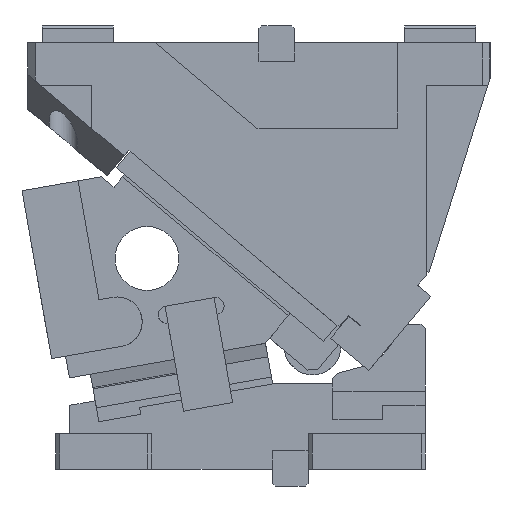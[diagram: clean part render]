
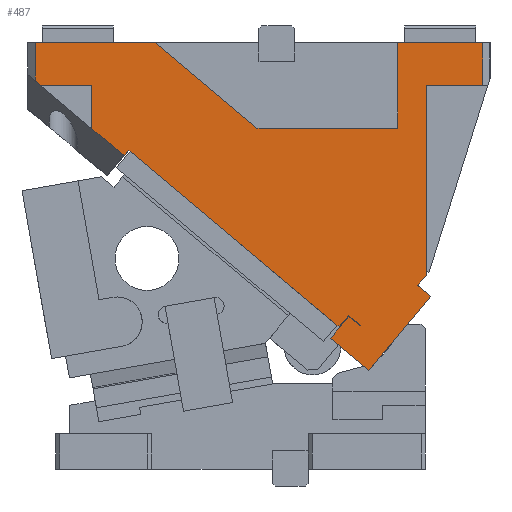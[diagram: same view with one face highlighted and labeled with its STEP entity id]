
A CAD part, left-side view. The second image highlights one B-rep face of the part: STEP entity #487.
In plain terms, the highlighted planar face has unit normal (-1, 0, 0).
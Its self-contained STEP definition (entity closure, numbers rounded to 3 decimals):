
#152=CARTESIAN_POINT('Vertex',(-82.5,-99.181,-170.553)) ;
#155=CARTESIAN_POINT('Line Origine',(-82.5,-103.777,-174.409)) ;
#159=CARTESIAN_POINT('Vertex',(-82.5,-108.373,-178.266)) ;
#257=CARTESIAN_POINT('Vertex',(-82.5,-105.,-163.618)) ;
#260=CARTESIAN_POINT('Line Origine',(-82.5,-102.09,-167.085)) ;
#272=CARTESIAN_POINT('Axis2P3D Location',(-82.5,8.871,-62.301)) ;
#277=CARTESIAN_POINT('Line Origine',(-82.5,-41.599,-197.949)) ;
#281=CARTESIAN_POINT('Vertex',(-82.5,-42.365,-198.592)) ;
#283=CARTESIAN_POINT('Vertex',(-82.5,-40.833,-197.306)) ;
#286=CARTESIAN_POINT('Line Origine',(-82.5,-43.131,-199.235)) ;
#290=CARTESIAN_POINT('Vertex',(-82.5,-43.897,-199.878)) ;
#293=CARTESIAN_POINT('Line Origine',(-82.5,-47.272,-195.856)) ;
#297=CARTESIAN_POINT('Vertex',(-82.5,-50.646,-191.834)) ;
#300=CARTESIAN_POINT('Line Origine',(-82.5,-54.668,-195.209)) ;
#304=CARTESIAN_POINT('Vertex',(-82.5,-58.69,-198.583)) ;
#307=CARTESIAN_POINT('Line Origine',(-82.5,-58.529,-198.775)) ;
#311=CARTESIAN_POINT('Vertex',(-82.5,-58.368,-198.966)) ;
#314=CARTESIAN_POINT('Line Origine',(-82.5,-54.538,-195.753)) ;
#318=CARTESIAN_POINT('Vertex',(-82.5,-50.708,-192.539)) ;
#321=CARTESIAN_POINT('Line Origine',(-82.5,-44.28,-200.199)) ;
#325=CARTESIAN_POINT('Vertex',(-82.5,-37.852,-207.859)) ;
#328=CARTESIAN_POINT('Line Origine',(-82.5,-51.258,-219.108)) ;
#332=CARTESIAN_POINT('Vertex',(-82.5,-64.664,-230.357)) ;
#335=CARTESIAN_POINT('Line Origine',(-82.5,-86.519,-204.312)) ;
#340=CARTESIAN_POINT('Line Origine',(-82.5,-105.,-96.809)) ;
#344=CARTESIAN_POINT('Vertex',(-82.5,-105.,-30.)) ;
#347=CARTESIAN_POINT('Line Origine',(-82.5,-125.,-30.)) ;
#351=CARTESIAN_POINT('Vertex',(-82.5,-145.,-30.)) ;
#354=CARTESIAN_POINT('Line Origine',(-82.5,-145.,-15.)) ;
#358=CARTESIAN_POINT('Vertex',(-82.5,-145.,0.)) ;
#361=CARTESIAN_POINT('Line Origine',(-82.5,-115.,0.)) ;
#365=CARTESIAN_POINT('Vertex',(-82.5,-85.,0.)) ;
#368=CARTESIAN_POINT('Line Origine',(-82.5,-85.,-30.)) ;
#372=CARTESIAN_POINT('Vertex',(-82.5,-85.,-60.)) ;
#375=CARTESIAN_POINT('Line Origine',(-82.5,-35.548,-60.)) ;
#379=CARTESIAN_POINT('Vertex',(-82.5,13.905,-60.)) ;
#382=CARTESIAN_POINT('Line Origine',(-82.5,49.655,-30.)) ;
#386=CARTESIAN_POINT('Vertex',(-82.5,85.405,0.)) ;
#389=CARTESIAN_POINT('Line Origine',(-82.5,127.703,0.)) ;
#393=CARTESIAN_POINT('Vertex',(-82.5,170.,0.)) ;
#396=CARTESIAN_POINT('Line Origine',(-82.5,170.,-13.462)) ;
#400=CARTESIAN_POINT('Vertex',(-82.5,170.,-26.924)) ;
#403=CARTESIAN_POINT('Line Origine',(-82.5,168.167,-28.462)) ;
#407=CARTESIAN_POINT('Vertex',(-82.5,166.334,-30.)) ;
#410=CARTESIAN_POINT('Line Origine',(-82.5,148.167,-30.)) ;
#414=CARTESIAN_POINT('Vertex',(-82.5,130.,-30.)) ;
#417=CARTESIAN_POINT('Line Origine',(-82.5,130.,-45.244)) ;
#421=CARTESIAN_POINT('Vertex',(-82.5,130.,-60.488)) ;
#424=CARTESIAN_POINT('Line Origine',(-82.5,118.658,-70.004)) ;
#428=CARTESIAN_POINT('Vertex',(-82.5,107.317,-79.521)) ;
#431=CARTESIAN_POINT('Line Origine',(-82.5,105.71,-77.606)) ;
#435=CARTESIAN_POINT('Vertex',(-82.5,104.103,-75.691)) ;
#438=CARTESIAN_POINT('Line Origine',(-82.5,103.643,-76.077)) ;
#442=CARTESIAN_POINT('Vertex',(-82.5,103.183,-76.462)) ;
#445=CARTESIAN_POINT('Line Origine',(-82.5,102.417,-77.105)) ;
#449=CARTESIAN_POINT('Vertex',(-82.5,101.651,-77.748)) ;
#452=CARTESIAN_POINT('Line Origine',(-82.5,30.409,-137.527)) ;
#156=DIRECTION('Vector Direction',(0.,0.766,0.643)) ;
#261=DIRECTION('Vector Direction',(0.,0.643,-0.766)) ;
#273=DIRECTION('Axis2P3D Direction',(1.,0.,0.)) ;
#274=DIRECTION('Axis2P3D XDirection',(0.,1.,0.)) ;
#278=DIRECTION('Vector Direction',(0.,0.766,0.643)) ;
#287=DIRECTION('Vector Direction',(0.,0.766,0.643)) ;
#294=DIRECTION('Vector Direction',(0.,-0.643,0.766)) ;
#301=DIRECTION('Vector Direction',(0.,-0.766,-0.643)) ;
#308=DIRECTION('Vector Direction',(0.,0.643,-0.766)) ;
#315=DIRECTION('Vector Direction',(0.,-0.766,-0.643)) ;
#322=DIRECTION('Vector Direction',(0.,-0.643,0.766)) ;
#329=DIRECTION('Vector Direction',(0.,0.766,0.643)) ;
#336=DIRECTION('Vector Direction',(0.,0.643,-0.766)) ;
#341=DIRECTION('Vector Direction',(0.,0.,1.)) ;
#348=DIRECTION('Vector Direction',(0.,-1.,0.)) ;
#355=DIRECTION('Vector Direction',(0.,0.,-1.)) ;
#362=DIRECTION('Vector Direction',(0.,-1.,0.)) ;
#369=DIRECTION('Vector Direction',(0.,0.,-1.)) ;
#376=DIRECTION('Vector Direction',(0.,1.,0.)) ;
#383=DIRECTION('Vector Direction',(0.,0.766,0.643)) ;
#390=DIRECTION('Vector Direction',(0.,-1.,0.)) ;
#397=DIRECTION('Vector Direction',(0.,0.,1.)) ;
#404=DIRECTION('Vector Direction',(0.,-0.766,-0.643)) ;
#411=DIRECTION('Vector Direction',(0.,-1.,0.)) ;
#418=DIRECTION('Vector Direction',(0.,0.,-1.)) ;
#425=DIRECTION('Vector Direction',(0.,-0.766,-0.643)) ;
#432=DIRECTION('Vector Direction',(0.,0.643,-0.766)) ;
#439=DIRECTION('Vector Direction',(0.,0.766,0.643)) ;
#446=DIRECTION('Vector Direction',(0.,0.766,0.643)) ;
#453=DIRECTION('Vector Direction',(0.,0.766,0.643)) ;
#275=AXIS2_PLACEMENT_3D('Plane Axis2P3D',#272,#273,#274) ;
#458=ORIENTED_EDGE('',*,*,#285,.F.) ;
#459=ORIENTED_EDGE('',*,*,#292,.F.) ;
#460=ORIENTED_EDGE('',*,*,#299,.T.) ;
#461=ORIENTED_EDGE('',*,*,#306,.T.) ;
#462=ORIENTED_EDGE('',*,*,#313,.T.) ;
#463=ORIENTED_EDGE('',*,*,#320,.F.) ;
#464=ORIENTED_EDGE('',*,*,#327,.F.) ;
#465=ORIENTED_EDGE('',*,*,#334,.F.) ;
#466=ORIENTED_EDGE('',*,*,#339,.F.) ;
#467=ORIENTED_EDGE('',*,*,#161,.T.) ;
#468=ORIENTED_EDGE('',*,*,#264,.F.) ;
#469=ORIENTED_EDGE('',*,*,#346,.T.) ;
#470=ORIENTED_EDGE('',*,*,#353,.T.) ;
#471=ORIENTED_EDGE('',*,*,#360,.F.) ;
#472=ORIENTED_EDGE('',*,*,#367,.F.) ;
#473=ORIENTED_EDGE('',*,*,#374,.T.) ;
#474=ORIENTED_EDGE('',*,*,#381,.T.) ;
#475=ORIENTED_EDGE('',*,*,#388,.T.) ;
#476=ORIENTED_EDGE('',*,*,#395,.F.) ;
#477=ORIENTED_EDGE('',*,*,#402,.F.) ;
#478=ORIENTED_EDGE('',*,*,#409,.T.) ;
#479=ORIENTED_EDGE('',*,*,#416,.T.) ;
#480=ORIENTED_EDGE('',*,*,#423,.T.) ;
#481=ORIENTED_EDGE('',*,*,#430,.T.) ;
#482=ORIENTED_EDGE('',*,*,#437,.F.) ;
#483=ORIENTED_EDGE('',*,*,#444,.F.) ;
#484=ORIENTED_EDGE('',*,*,#451,.F.) ;
#485=ORIENTED_EDGE('',*,*,#456,.F.) ;
#157=VECTOR('Line Direction',#156,1.) ;
#262=VECTOR('Line Direction',#261,1.) ;
#279=VECTOR('Line Direction',#278,1.) ;
#288=VECTOR('Line Direction',#287,1.) ;
#295=VECTOR('Line Direction',#294,1.) ;
#302=VECTOR('Line Direction',#301,1.) ;
#309=VECTOR('Line Direction',#308,1.) ;
#316=VECTOR('Line Direction',#315,1.) ;
#323=VECTOR('Line Direction',#322,1.) ;
#330=VECTOR('Line Direction',#329,1.) ;
#337=VECTOR('Line Direction',#336,1.) ;
#342=VECTOR('Line Direction',#341,1.) ;
#349=VECTOR('Line Direction',#348,1.) ;
#356=VECTOR('Line Direction',#355,1.) ;
#363=VECTOR('Line Direction',#362,1.) ;
#370=VECTOR('Line Direction',#369,1.) ;
#377=VECTOR('Line Direction',#376,1.) ;
#384=VECTOR('Line Direction',#383,1.) ;
#391=VECTOR('Line Direction',#390,1.) ;
#398=VECTOR('Line Direction',#397,1.) ;
#405=VECTOR('Line Direction',#404,1.) ;
#412=VECTOR('Line Direction',#411,1.) ;
#419=VECTOR('Line Direction',#418,1.) ;
#426=VECTOR('Line Direction',#425,1.) ;
#433=VECTOR('Line Direction',#432,1.) ;
#440=VECTOR('Line Direction',#439,1.) ;
#447=VECTOR('Line Direction',#446,1.) ;
#454=VECTOR('Line Direction',#453,1.) ;
#487=ADVANCED_FACE('CAM HOLDER',(#486),#276,.F.) ;
#161=EDGE_CURVE('',#160,#153,#158,.T.) ;
#264=EDGE_CURVE('',#258,#153,#263,.T.) ;
#285=EDGE_CURVE('',#282,#284,#280,.T.) ;
#292=EDGE_CURVE('',#291,#282,#289,.T.) ;
#299=EDGE_CURVE('',#291,#298,#296,.T.) ;
#306=EDGE_CURVE('',#298,#305,#303,.T.) ;
#313=EDGE_CURVE('',#305,#312,#310,.T.) ;
#320=EDGE_CURVE('',#319,#312,#317,.T.) ;
#327=EDGE_CURVE('',#326,#319,#324,.T.) ;
#334=EDGE_CURVE('',#333,#326,#331,.T.) ;
#339=EDGE_CURVE('',#160,#333,#338,.T.) ;
#346=EDGE_CURVE('',#258,#345,#343,.T.) ;
#353=EDGE_CURVE('',#345,#352,#350,.T.) ;
#360=EDGE_CURVE('',#359,#352,#357,.T.) ;
#367=EDGE_CURVE('',#366,#359,#364,.T.) ;
#374=EDGE_CURVE('',#366,#373,#371,.T.) ;
#381=EDGE_CURVE('',#373,#380,#378,.T.) ;
#388=EDGE_CURVE('',#380,#387,#385,.T.) ;
#395=EDGE_CURVE('',#394,#387,#392,.T.) ;
#402=EDGE_CURVE('',#401,#394,#399,.T.) ;
#409=EDGE_CURVE('',#401,#408,#406,.T.) ;
#416=EDGE_CURVE('',#408,#415,#413,.T.) ;
#423=EDGE_CURVE('',#415,#422,#420,.T.) ;
#430=EDGE_CURVE('',#422,#429,#427,.T.) ;
#437=EDGE_CURVE('',#436,#429,#434,.T.) ;
#444=EDGE_CURVE('',#443,#436,#441,.T.) ;
#451=EDGE_CURVE('',#450,#443,#448,.T.) ;
#456=EDGE_CURVE('',#284,#450,#455,.T.) ;
#457=EDGE_LOOP('',(#458,#459,#460,#461,#462,#463,#464,#465,#466,#467,#468,#469,#470,#471,#472,#473,#474,#475,#476,#477,#478,#479,#480,#481,#482,#483,#484,#485)) ;
#486=FACE_OUTER_BOUND('',#457,.T.) ;
#158=LINE('Line',#155,#157) ;
#263=LINE('Line',#260,#262) ;
#280=LINE('Line',#277,#279) ;
#289=LINE('Line',#286,#288) ;
#296=LINE('Line',#293,#295) ;
#303=LINE('Line',#300,#302) ;
#310=LINE('Line',#307,#309) ;
#317=LINE('Line',#314,#316) ;
#324=LINE('Line',#321,#323) ;
#331=LINE('Line',#328,#330) ;
#338=LINE('Line',#335,#337) ;
#343=LINE('Line',#340,#342) ;
#350=LINE('Line',#347,#349) ;
#357=LINE('Line',#354,#356) ;
#364=LINE('Line',#361,#363) ;
#371=LINE('Line',#368,#370) ;
#378=LINE('Line',#375,#377) ;
#385=LINE('Line',#382,#384) ;
#392=LINE('Line',#389,#391) ;
#399=LINE('Line',#396,#398) ;
#406=LINE('Line',#403,#405) ;
#413=LINE('Line',#410,#412) ;
#420=LINE('Line',#417,#419) ;
#427=LINE('Line',#424,#426) ;
#434=LINE('Line',#431,#433) ;
#441=LINE('Line',#438,#440) ;
#448=LINE('Line',#445,#447) ;
#455=LINE('Line',#452,#454) ;
#276=PLANE('Plane',#275) ;
#153=VERTEX_POINT('',#152) ;
#160=VERTEX_POINT('',#159) ;
#258=VERTEX_POINT('',#257) ;
#282=VERTEX_POINT('',#281) ;
#284=VERTEX_POINT('',#283) ;
#291=VERTEX_POINT('',#290) ;
#298=VERTEX_POINT('',#297) ;
#305=VERTEX_POINT('',#304) ;
#312=VERTEX_POINT('',#311) ;
#319=VERTEX_POINT('',#318) ;
#326=VERTEX_POINT('',#325) ;
#333=VERTEX_POINT('',#332) ;
#345=VERTEX_POINT('',#344) ;
#352=VERTEX_POINT('',#351) ;
#359=VERTEX_POINT('',#358) ;
#366=VERTEX_POINT('',#365) ;
#373=VERTEX_POINT('',#372) ;
#380=VERTEX_POINT('',#379) ;
#387=VERTEX_POINT('',#386) ;
#394=VERTEX_POINT('',#393) ;
#401=VERTEX_POINT('',#400) ;
#408=VERTEX_POINT('',#407) ;
#415=VERTEX_POINT('',#414) ;
#422=VERTEX_POINT('',#421) ;
#429=VERTEX_POINT('',#428) ;
#436=VERTEX_POINT('',#435) ;
#443=VERTEX_POINT('',#442) ;
#450=VERTEX_POINT('',#449) ;
